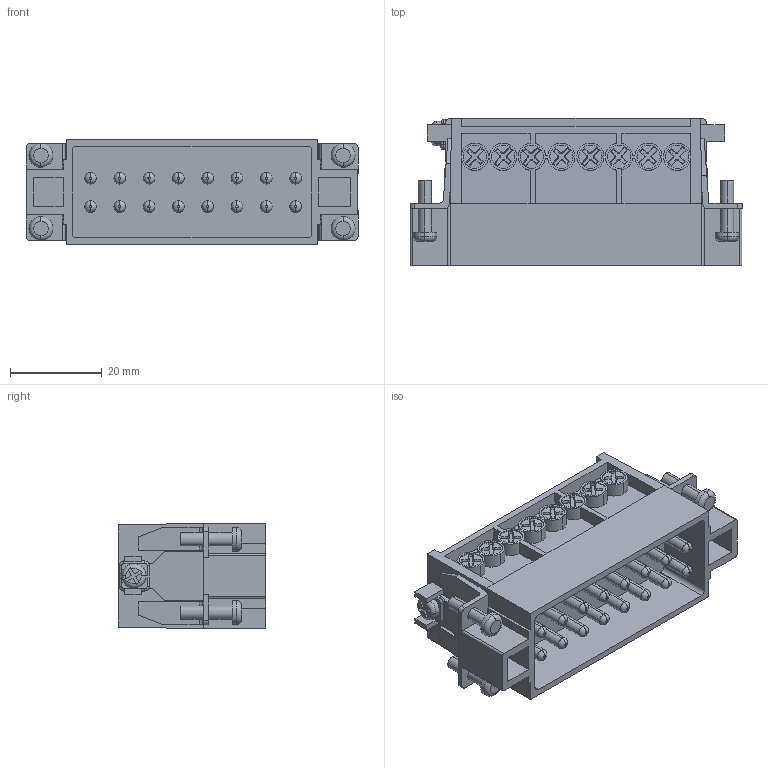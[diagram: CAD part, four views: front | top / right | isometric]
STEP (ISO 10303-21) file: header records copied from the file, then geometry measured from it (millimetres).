
FILE_DESCRIPTION (( 'STEP AP214' ), '1' );
FILE_NAME ('ZP-MC16A-1-MS016.step', '2015-08-12T18:21:37', ( '' ), ( '' ), 'SwSTEP 2.0', 'SolidWorks 2014', '' );
FILE_SCHEMA (( 'AUTOMOTIVE_DESIGN' ));
Length unit declared in the file: millimetre
Products named in the file (1): ZP-MC16A-1-MS016
Bounding box: 72.51 x 32.3 x 23 mm (x, y, z)
Volume: 22537.2 mm3; surface area: 19937.9 mm2
Topology: 1 solids, 1 shells, 1016 faces, 2693 edges, 1772 vertices
Faces by surface type: plane 628, cylinder 229, cone 112, torus 46, bspline 1
Entity records: 38997 total; most frequent: CARTESIAN_POINT 5559, DIRECTION 5498, ORIENTED_EDGE 5386, EDGE_CURVE 2693, VECTOR 1882, LINE 1882, AXIS2_PLACEMENT_3D 1808, VERTEX_POINT 1772
